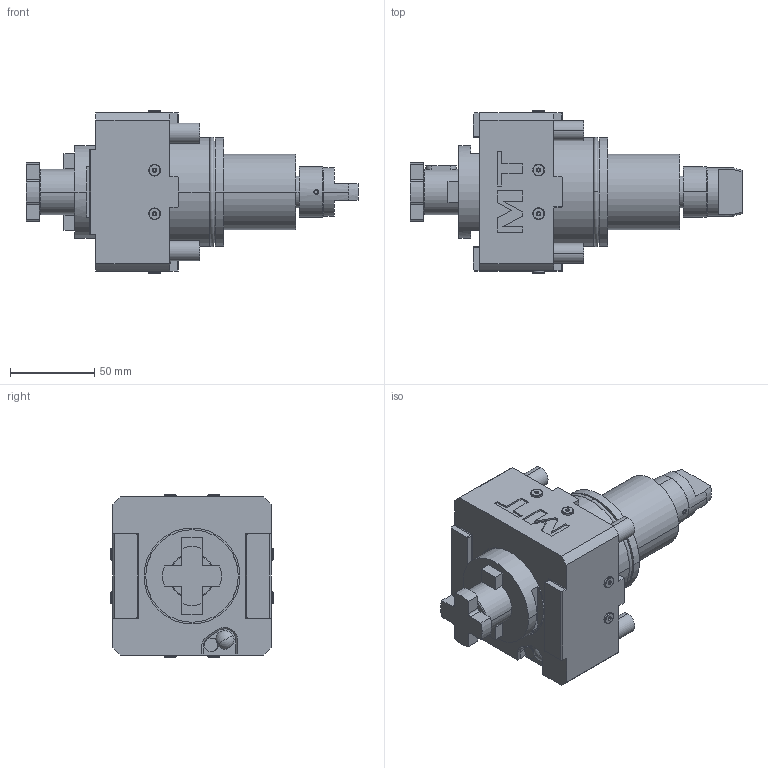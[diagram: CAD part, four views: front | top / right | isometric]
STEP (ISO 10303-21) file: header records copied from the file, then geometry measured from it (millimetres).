
FILE_DESCRIPTION((''),'2;1');
FILE_NAME('DWO1540827_CONF','2023-04-28T12:29:04',('gvalli'),('M.T. srl'),'CREO PARAMETRIC BY PTC INC, 2021072','CREO PARAMETRIC BY PTC INC, 2021072','');
FILE_SCHEMA(('CONFIG_CONTROL_DESIGN'));
Length unit declared in the file: millimetre
Products named in the file (1): DWO1540827_CONF
Bounding box: 197.5 x 96.6 x 96.6 mm (x, y, z)
Volume: 643508.6 mm3; surface area: 67705.6 mm2
Topology: 1 solids, 1 shells, 335 faces, 795 edges, 505 vertices
Faces by surface type: plane 171, cylinder 108, cone 26, torus 20, bspline 4, extrusion 4, sphere 2
Entity records: 10512 total; most frequent: CARTESIAN_POINT 2571, DIRECTION 1698, ORIENTED_EDGE 1586, EDGE_CURVE 793, AXIS2_PLACEMENT_3D 612, VERTEX_POINT 505, VECTOR 474, LINE 470
